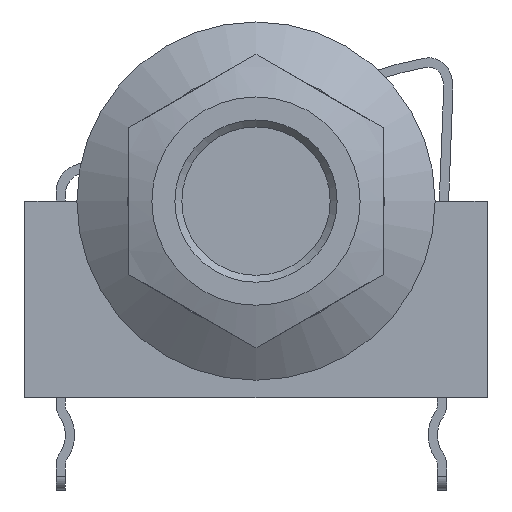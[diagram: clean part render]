
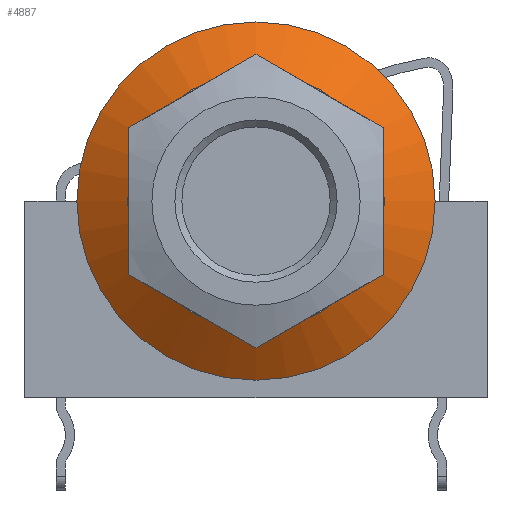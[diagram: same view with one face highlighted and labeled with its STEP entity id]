
A CAD part, front view. The second image highlights one B-rep face of the part: STEP entity #4887.
In plain terms, the highlighted conical face has half-angle 55.719 degrees and reference radius 7.75 mm.
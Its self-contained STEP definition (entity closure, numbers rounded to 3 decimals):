
#36=CONICAL_SURFACE('',#6934,7.75,0.972);
#2509=ORIENTED_EDGE('',*,*,#3231,.F.);
#2510=ORIENTED_EDGE('',*,*,#3236,.T.);
#3231=EDGE_CURVE('',#3705,#3705,#3884,.T.);
#3236=EDGE_CURVE('',#3710,#3710,#3889,.T.);
#3705=VERTEX_POINT('',#11725);
#3710=VERTEX_POINT('',#11740);
#3884=CIRCLE('',#6923,5.555);
#3889=CIRCLE('',#6933,7.75);
#4162=EDGE_LOOP('',(#2509));
#4163=EDGE_LOOP('',(#2510));
#4451=FACE_BOUND('',#4162,.T.);
#4452=FACE_BOUND('',#4163,.T.);
#4887=ADVANCED_FACE('',(#4451,#4452),#36,.T.);
#6923=AXIS2_PLACEMENT_3D('',#11724,#8242,#8243);
#6933=AXIS2_PLACEMENT_3D('',#11739,#8262,#8263);
#6934=AXIS2_PLACEMENT_3D('',#11741,#8264,#8265);
#8242=DIRECTION('',(0.,-1.,0.));
#8243=DIRECTION('',(1.,0.,0.));
#8262=DIRECTION('',(0.,-1.,0.));
#8263=DIRECTION('',(1.,0.,0.));
#8264=DIRECTION('',(0.,1.,0.));
#8265=DIRECTION('',(-1.,0.,0.));
#11724=CARTESIAN_POINT('',(0.,-6.429,0.));
#11725=CARTESIAN_POINT('',(5.555,-6.429,0.));
#11739=CARTESIAN_POINT('',(0.,-4.933,0.));
#11740=CARTESIAN_POINT('',(7.75,-4.933,0.));
#11741=CARTESIAN_POINT('',(0.,-4.933,0.));
